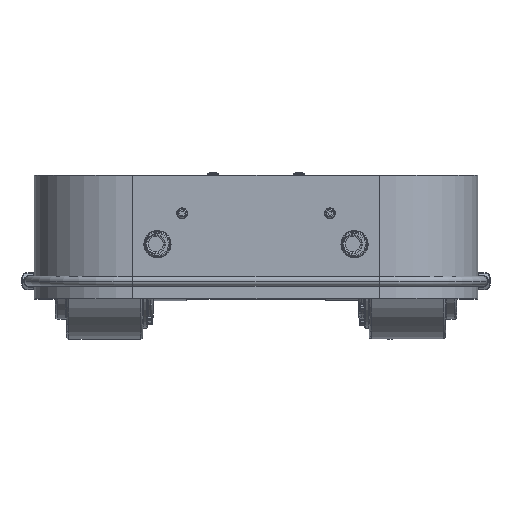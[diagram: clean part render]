
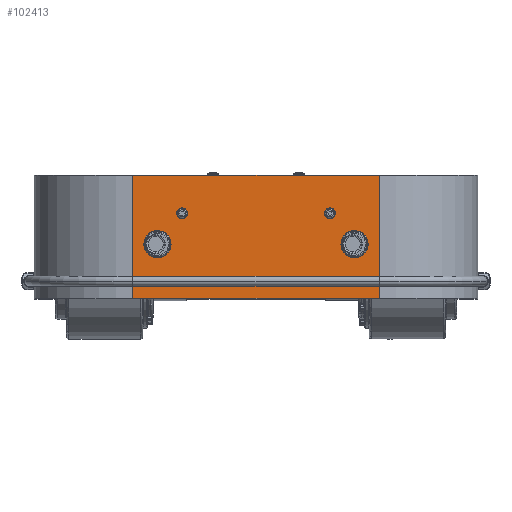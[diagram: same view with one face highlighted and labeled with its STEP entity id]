
A CAD part, top view. The second image highlights one B-rep face of the part: STEP entity #102413.
In plain terms, the highlighted planar face has unit normal (0, 0, 1).
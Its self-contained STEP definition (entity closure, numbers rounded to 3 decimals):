
#13506 = LINE ( 'NONE', #164788, #206370 ) ;
#17056 = CARTESIAN_POINT ( 'NONE',  ( 32.594, -530.096, 179. ) ) ;
#20873 = ORIENTED_EDGE ( 'NONE', *, *, #65782, .F. ) ;
#21362 = DIRECTION ( 'NONE',  ( 0., 0., 1. ) ) ;
#23784 = VERTEX_POINT ( 'NONE', #89065 ) ;
#25793 = LINE ( 'NONE', #113824, #212318 ) ;
#30722 = EDGE_CURVE ( 'NONE', #48586, #32658, #222449, .T. ) ;
#32658 = VERTEX_POINT ( 'NONE', #203428 ) ;
#40549 = FACE_OUTER_BOUND ( 'NONE', #152149, .T. ) ;
#47639 = EDGE_CURVE ( 'NONE', #23784, #32658, #25793, .T. ) ;
#48194 = AXIS2_PLACEMENT_3D ( 'NONE', #192921, #21362, #107123 ) ;
#48586 = VERTEX_POINT ( 'NONE', #50845 ) ;
#50845 = CARTESIAN_POINT ( 'NONE',  ( 32.594, -20.979, 179. ) ) ;
#57751 = ORIENTED_EDGE ( 'NONE', *, *, #219477, .T. ) ;
#65782 = EDGE_CURVE ( 'NONE', #48586, #174006, #13506, .T. ) ;
#76697 = ORIENTED_EDGE ( 'NONE', *, *, #30722, .T. ) ;
#89065 = CARTESIAN_POINT ( 'NONE',  ( -167.406, 79.021, 179. ) ) ;
#96198 = ORIENTED_EDGE ( 'NONE', *, *, #47639, .F. ) ;
#102413 = ADVANCED_FACE ( 'NONE', ( #40549 ), #109367, .T. ) ;
#103908 = DIRECTION ( 'NONE',  ( 0., 1., 0. ) ) ;
#107123 = DIRECTION ( 'NONE',  ( 0., -1., 0. ) ) ;
#109367 = PLANE ( 'NONE',  #48194 ) ;
#113824 = CARTESIAN_POINT ( 'NONE',  ( -247.406, 79.021, 179. ) ) ;
#115445 = DIRECTION ( 'NONE',  ( 0., -1., 0. ) ) ;
#127403 = DIRECTION ( 'NONE',  ( 1., 0., 0. ) ) ;
#131252 = LINE ( 'NONE', #217057, #221872 ) ;
#142906 = VECTOR ( 'NONE', #103908, 1000. ) ;
#146718 = DIRECTION ( 'NONE',  ( -1., 0., 0. ) ) ;
#152149 = EDGE_LOOP ( 'NONE', ( #20873, #76697, #96198, #57751 ) ) ;
#164788 = CARTESIAN_POINT ( 'NONE',  ( -247.406, -20.979, 179. ) ) ;
#174006 = VERTEX_POINT ( 'NONE', #178657 ) ;
#178657 = CARTESIAN_POINT ( 'NONE',  ( -167.406, -20.979, 179. ) ) ;
#192921 = CARTESIAN_POINT ( 'NONE',  ( -247.406, -530.096, 179. ) ) ;
#203428 = CARTESIAN_POINT ( 'NONE',  ( 32.594, 79.021, 179. ) ) ;
#206370 = VECTOR ( 'NONE', #146718, 1000. ) ;
#212318 = VECTOR ( 'NONE', #127403, 1000. ) ;
#217057 = CARTESIAN_POINT ( 'NONE',  ( -167.406, -530.096, 179. ) ) ;
#219477 = EDGE_CURVE ( 'NONE', #23784, #174006, #131252, .T. ) ;
#221872 = VECTOR ( 'NONE', #115445, 1000. ) ;
#222449 = LINE ( 'NONE', #17056, #142906 ) ;
